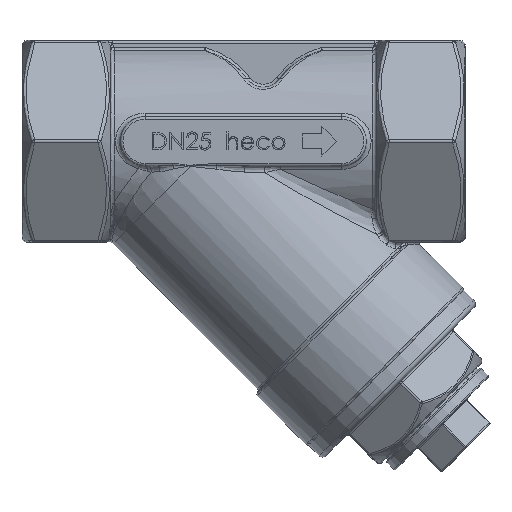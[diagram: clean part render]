
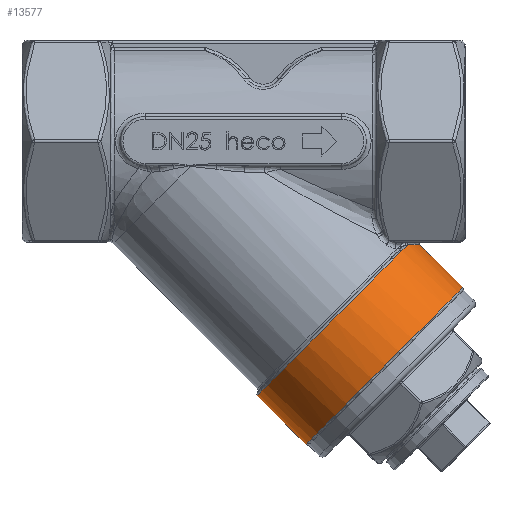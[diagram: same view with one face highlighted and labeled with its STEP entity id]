
A CAD part, top view. The second image highlights one B-rep face of the part: STEP entity #13577.
In plain terms, the highlighted cylindrical face has radius 22.5 mm (diameter 45 mm), a full revolution.
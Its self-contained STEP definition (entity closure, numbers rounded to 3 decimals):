
#1822 = VERTEX_POINT ( 'NONE', #11853 ) ;
#1823 = VERTEX_POINT ( 'NONE', #11858 ) ;
#2241 = AXIS2_PLACEMENT_3D ( 'NONE', #21083, #21100, #21101 ) ;
#2547 = EDGE_LOOP ( 'NONE', ( #36060 ) ) ;
#2718 = EDGE_LOOP ( 'NONE', ( #36061, #36066 ) ) ;
#11853 = CARTESIAN_POINT ( 'NONE',  ( 78.422, -20.996, 8.563 ) ) ;
#11858 = CARTESIAN_POINT ( 'NONE',  ( 78.422, -20.996, -8.563 ) ) ;
#13203 =( BOUNDED_CURVE ( )  B_SPLINE_CURVE ( 3, ( #20652, #20674, #20676, #20677 ),
 .UNSPECIFIED., .F., .T. ) 
 B_SPLINE_CURVE_WITH_KNOTS ( ( 4, 4 ),
 ( 2.751, 3.532 ),
 .UNSPECIFIED. ) 
 CURVE ( )  GEOMETRIC_REPRESENTATION_ITEM ( )  RATIONAL_B_SPLINE_CURVE ( ( 1., 0.95, 0.95, 1. ) ) 
 REPRESENTATION_ITEM ( '' )  );
#13522 = EDGE_CURVE ( 'NONE', #1822, #1823, #25612, .T. ) ;
#13546 = EDGE_CURVE ( 'NONE', #1823, #1822, #13203, .T. ) ;
#13577 = ADVANCED_FACE ( 'NONE', ( #21089, #21091 ), #21090, .T. ) ;
#19660 = CARTESIAN_POINT ( 'NONE',  ( 73.608, -45.608, 0. ) ) ;
#19661 = DIRECTION ( 'NONE',  ( -0.707, 0.707, 0. ) ) ;
#19662 = DIRECTION ( 'NONE',  ( 0.707, 0.707, 0. ) ) ;
#19831 = CARTESIAN_POINT ( 'NONE',  ( 63.709, -35.709, 0. ) ) ;
#19833 = DIRECTION ( 'NONE',  ( 0.707, -0.707, 0. ) ) ;
#19835 = DIRECTION ( 'NONE',  ( 0.707, 0.707, 0. ) ) ;
#20319 = CIRCLE ( 'NONE', #20320, 22.5 ) ;
#20320 = AXIS2_PLACEMENT_3D ( 'NONE', #19660, #19661, #19662 ) ;
#20652 = CARTESIAN_POINT ( 'NONE',  ( 78.422, -20.996, -8.563 ) ) ;
#20674 = CARTESIAN_POINT ( 'NONE',  ( 81.678, -21.018, -3.005 ) ) ;
#20676 = CARTESIAN_POINT ( 'NONE',  ( 81.678, -21.018, 3.005 ) ) ;
#20677 = CARTESIAN_POINT ( 'NONE',  ( 78.422, -20.996, 8.563 ) ) ;
#21083 = CARTESIAN_POINT ( 'NONE',  ( 73.962, -45.962, 0. ) ) ;
#21089 = FACE_OUTER_BOUND ( 'NONE', #2547, .T. ) ;
#21090 = CYLINDRICAL_SURFACE ( 'NONE', #2241, 22.5 ) ;
#21091 = FACE_OUTER_BOUND ( 'NONE', #2718, .T. ) ;
#21100 = DIRECTION ( 'NONE',  ( -0.707, 0.707, 0. ) ) ;
#21101 = DIRECTION ( 'NONE',  ( -0.707, -0.707, 0. ) ) ;
#25611 = AXIS2_PLACEMENT_3D ( 'NONE', #19831, #19833, #19835 ) ;
#25612 = CIRCLE ( 'NONE', #25611, 22.5 ) ;
#25972 = VERTEX_POINT ( 'NONE', #25975 ) ;
#25975 = CARTESIAN_POINT ( 'NONE',  ( 89.518, -29.698, 0. ) ) ;
#34202 = EDGE_CURVE ( 'NONE', #25972, #25972, #20319, .T. ) ;
#36060 = ORIENTED_EDGE ( 'NONE', *, *, #34202, .T. ) ;
#36061 = ORIENTED_EDGE ( 'NONE', *, *, #13522, .T. ) ;
#36066 = ORIENTED_EDGE ( 'NONE', *, *, #13546, .T. ) ;
